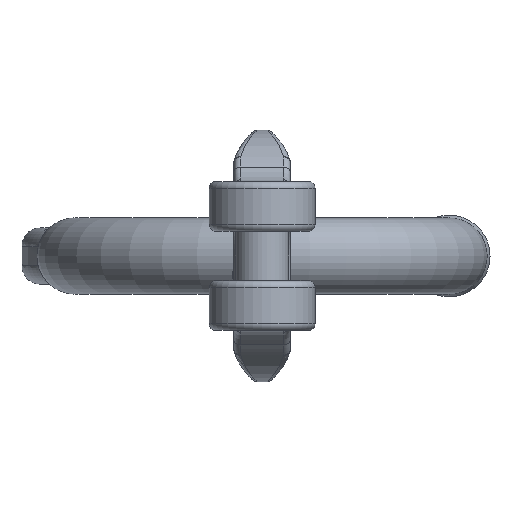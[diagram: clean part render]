
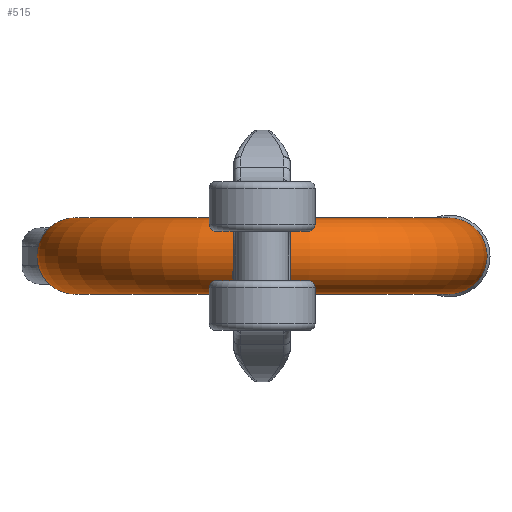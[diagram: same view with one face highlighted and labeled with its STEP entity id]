
A CAD part, front view. The second image highlights one B-rep face of the part: STEP entity #515.
In plain terms, the highlighted toroidal (fillet/blend) face has major radius 56.5 mm and minor radius 11.5 mm.
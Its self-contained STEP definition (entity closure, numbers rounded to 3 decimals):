
#185=TOROIDAL_SURFACE('',#5394,56.5,11.5);
#515=ADVANCED_FACE('',(#1069,#1070),#185,.T.);
#1011=CIRCLE('',#5385,11.5);
#1012=CIRCLE('',#5387,11.5);
#1069=FACE_BOUND('',#1375,.T.);
#1070=FACE_BOUND('',#1376,.T.);
#1375=EDGE_LOOP('',(#3418));
#1376=EDGE_LOOP('',(#3419));
#3418=ORIENTED_EDGE('',*,*,#4682,.F.);
#3419=ORIENTED_EDGE('',*,*,#4681,.T.);
#3965=VERTEX_POINT('',#10710);
#3966=VERTEX_POINT('',#10713);
#4681=EDGE_CURVE('',#3965,#3965,#1011,.T.);
#4682=EDGE_CURVE('',#3966,#3966,#1012,.T.);
#5385=AXIS2_PLACEMENT_3D('',#10709,#6272,#6273);
#5387=AXIS2_PLACEMENT_3D('',#10712,#6276,#6277);
#5394=AXIS2_PLACEMENT_3D('',#10723,#6290,#6291);
#6272=DIRECTION('',(0.,-1.,0.));
#6273=DIRECTION('',(1.,0.,0.));
#6276=DIRECTION('',(0.,1.,0.));
#6277=DIRECTION('',(-1.,0.,0.));
#6290=DIRECTION('',(0.,0.,-1.));
#6291=DIRECTION('',(-1.,0.,0.));
#10709=CARTESIAN_POINT('',(-56.5,-35.,0.));
#10710=CARTESIAN_POINT('',(-45.,-35.,0.));
#10712=CARTESIAN_POINT('',(56.5,-35.,0.));
#10713=CARTESIAN_POINT('',(45.,-35.,0.));
#10723=CARTESIAN_POINT('',(0.,-35.,0.));
